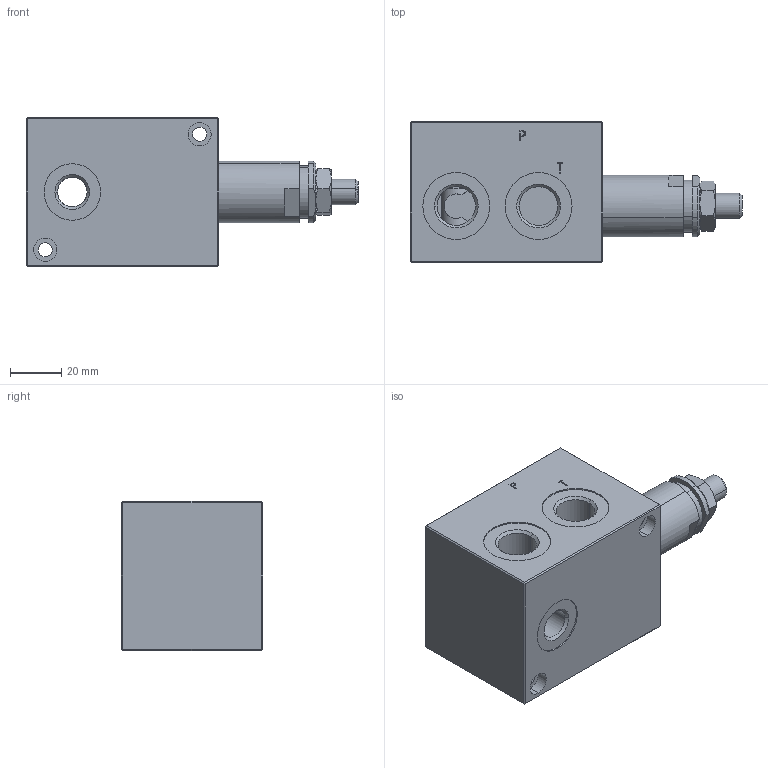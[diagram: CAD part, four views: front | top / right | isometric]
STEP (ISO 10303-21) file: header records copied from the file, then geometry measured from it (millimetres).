
FILE_DESCRIPTION (( 'STEP AP203' ), '1' );
FILE_NAME ('BSVMP10C-001.step', '2016-05-02T09:54:54', ( 'User' ), ( '' ), 'SwSTEP 2.0', 'SolidWorks 2014', '' );
FILE_SCHEMA (( 'CONFIG_CONTROL_DESIGN' ));
Length unit declared in the file: millimetre
Products named in the file (1): BSVMP10C-001
Bounding box: 129.1 x 55 x 58 mm (x, y, z)
Surface area: 32785.4 mm2 (no closed solid volume)
Topology: 0 solids, 4 shells, 140 faces, 348 edges, 223 vertices
Faces by surface type: plane 69, cylinder 39, cone 26, bspline 6
Entity records: 4783 total; most frequent: CARTESIAN_POINT 1398, DIRECTION 693, ORIENTED_EDGE 634, EDGE_CURVE 348, AXIS2_PLACEMENT_3D 250, VERTEX_POINT 223, LINE 193, VECTOR 193
